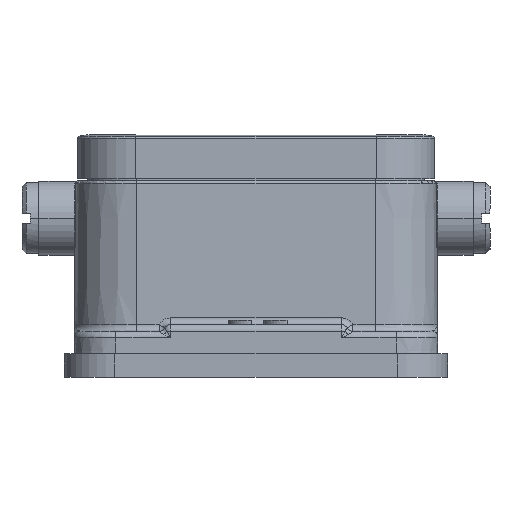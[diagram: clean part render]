
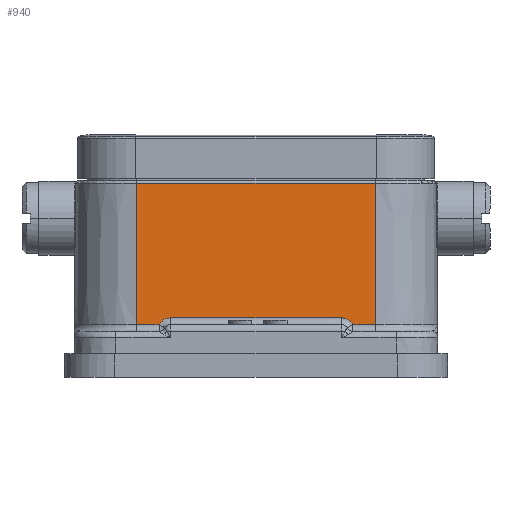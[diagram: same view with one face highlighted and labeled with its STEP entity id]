
A CAD part, left-side view. The second image highlights one B-rep face of the part: STEP entity #940.
In plain terms, the highlighted planar face has unit normal (-1, 0, 0.009).
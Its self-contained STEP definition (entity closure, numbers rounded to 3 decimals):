
#543=B_SPLINE_CURVE_WITH_KNOTS('',3,(#11790,#11791,#11792,#11793,#11794,
#11795,#11796,#11797,#11798,#11799,#11800,#11801,#11802,#11803,#11804,#11805),
 .UNSPECIFIED.,.F.,.F.,(4,1,2,2,2,1,2,2,4),(0.,0.125,0.188,
0.25,0.5,0.625,0.688,
0.75,1.),.UNSPECIFIED.);
#546=B_SPLINE_CURVE_WITH_KNOTS('',3,(#11817,#11818,#11819,#11820,#11821,
#11822,#11823,#11824,#11825,#11826,#11827,#11828,#11829,#11830,#11831,#11832),
 .UNSPECIFIED.,.F.,.F.,(4,1,2,2,2,1,2,2,4),(0.,0.125,0.188,0.25,0.5,
0.625,0.688,0.75,1.),.UNSPECIFIED.);
#940=ADVANCED_FACE('NONE',(#1593),#1279,.T.);
#1279=PLANE('',#8406);
#1593=FACE_OUTER_BOUND('',#2063,.T.);
#2063=EDGE_LOOP('',(#4324,#4325,#4326,#4327,#4328,#4329,#4330,#4331));
#2508=LINE('',#11773,#3052);
#2509=LINE('',#11775,#3053);
#2524=LINE('',#11968,#3068);
#2605=LINE('',#12836,#3149);
#2606=LINE('',#12837,#3150);
#2607=LINE('',#12839,#3151);
#3052=VECTOR('',#9493,1.);
#3053=VECTOR('',#9496,1.);
#3068=VECTOR('',#9551,1.);
#3149=VECTOR('',#9850,1.);
#3150=VECTOR('',#9851,1.);
#3151=VECTOR('',#9852,1.);
#4324=ORIENTED_EDGE('',*,*,#6829,.T.);
#4325=ORIENTED_EDGE('',*,*,#7040,.T.);
#4326=ORIENTED_EDGE('',*,*,#6862,.T.);
#4327=ORIENTED_EDGE('',*,*,#6824,.T.);
#4328=ORIENTED_EDGE('',*,*,#7041,.F.);
#4329=ORIENTED_EDGE('',*,*,#7042,.T.);
#4330=ORIENTED_EDGE('',*,*,#6832,.T.);
#4331=ORIENTED_EDGE('',*,*,#6825,.T.);
#5956=VERTEX_POINT('',#11615);
#5994=VERTEX_POINT('',#11772);
#5995=VERTEX_POINT('',#11776);
#5996=VERTEX_POINT('',#11777);
#5999=VERTEX_POINT('',#11806);
#6001=VERTEX_POINT('',#11833);
#6019=VERTEX_POINT('',#11969);
#6146=VERTEX_POINT('',#12838);
#6824=EDGE_CURVE('NONE',#5956,#5994,#2508,.T.);
#6825=EDGE_CURVE('NONE',#5995,#5996,#2509,.T.);
#6829=EDGE_CURVE('NONE',#5996,#5999,#543,.T.);
#6832=EDGE_CURVE('NONE',#6001,#5995,#546,.T.);
#6862=EDGE_CURVE('NONE',#6019,#5956,#2524,.T.);
#7040=EDGE_CURVE('NONE',#5999,#6019,#2605,.T.);
#7041=EDGE_CURVE('NONE',#6146,#5994,#2606,.T.);
#7042=EDGE_CURVE('NONE',#6146,#6001,#2607,.T.);
#8406=AXIS2_PLACEMENT_3D('',#12840,#9853,#9854);
#9493=DIRECTION('',(0.,1.,0.));
#9496=DIRECTION('',(0.,-1.,0.));
#9551=DIRECTION('',(0.009,0.,1.));
#9850=DIRECTION('',(0.,-1.,0.));
#9851=DIRECTION('',(0.009,0.,1.));
#9852=DIRECTION('',(0.,-1.,0.));
#9853=DIRECTION('',(-1.,0.,0.009));
#9854=DIRECTION('',(0.009,0.,1.));
#11615=CARTESIAN_POINT('',(-59.811,-14.25,21.703));
#11772=CARTESIAN_POINT('',(-59.811,14.25,21.703));
#11773=CARTESIAN_POINT('',(-59.811,-21.75,21.703));
#11775=CARTESIAN_POINT('',(-59.951,-21.75,5.593));
#11776=CARTESIAN_POINT('',(-59.951,10.2,5.593));
#11777=CARTESIAN_POINT('',(-59.951,-10.2,5.593));
#11790=CARTESIAN_POINT('',(-59.951,-10.2,5.593));
#11791=CARTESIAN_POINT('',(-59.951,-10.269,5.593));
#11792=CARTESIAN_POINT('',(-59.951,-10.371,5.586));
#11793=CARTESIAN_POINT('',(-59.951,-10.473,5.57));
#11794=CARTESIAN_POINT('',(-59.952,-10.54,5.557));
#11795=CARTESIAN_POINT('',(-59.952,-10.572,5.549));
#11796=CARTESIAN_POINT('',(-59.952,-10.744,5.504));
#11797=CARTESIAN_POINT('',(-59.952,-10.876,5.45));
#11798=CARTESIAN_POINT('',(-59.953,-11.061,5.343));
#11799=CARTESIAN_POINT('',(-59.954,-11.15,5.284));
#11800=CARTESIAN_POINT('',(-59.954,-11.232,5.216));
#11801=CARTESIAN_POINT('',(-59.955,-11.285,5.169));
#11802=CARTESIAN_POINT('',(-59.955,-11.312,5.144));
#11803=CARTESIAN_POINT('',(-59.956,-11.433,5.022));
#11804=CARTESIAN_POINT('',(-59.957,-11.516,4.913));
#11805=CARTESIAN_POINT('',(-59.958,-11.585,4.793));
#11806=CARTESIAN_POINT('',(-59.958,-11.585,4.793));
#11817=CARTESIAN_POINT('',(-59.958,11.585,4.793));
#11818=CARTESIAN_POINT('',(-59.958,11.551,4.853));
#11819=CARTESIAN_POINT('',(-59.957,11.494,4.938));
#11820=CARTESIAN_POINT('',(-59.956,11.429,5.018));
#11821=CARTESIAN_POINT('',(-59.956,11.384,5.07));
#11822=CARTESIAN_POINT('',(-59.956,11.361,5.094));
#11823=CARTESIAN_POINT('',(-59.954,11.236,5.221));
#11824=CARTESIAN_POINT('',(-59.954,11.123,5.307));
#11825=CARTESIAN_POINT('',(-59.953,10.938,5.414));
#11826=CARTESIAN_POINT('',(-59.952,10.842,5.461));
#11827=CARTESIAN_POINT('',(-59.952,10.743,5.498));
#11828=CARTESIAN_POINT('',(-59.952,10.675,5.521));
#11829=CARTESIAN_POINT('',(-59.952,10.64,5.532));
#11830=CARTESIAN_POINT('',(-59.951,10.474,5.575));
#11831=CARTESIAN_POINT('',(-59.951,10.338,5.593));
#11832=CARTESIAN_POINT('',(-59.951,10.2,5.593));
#11833=CARTESIAN_POINT('',(-59.958,11.585,4.793));
#11968=CARTESIAN_POINT('',(-60.,-14.25,0.));
#11969=CARTESIAN_POINT('',(-59.958,-14.25,4.793));
#12836=CARTESIAN_POINT('',(-59.958,-21.75,4.793));
#12837=CARTESIAN_POINT('',(-60.,14.25,0.));
#12838=CARTESIAN_POINT('',(-59.958,14.25,4.793));
#12839=CARTESIAN_POINT('',(-59.958,-21.75,4.793));
#12840=CARTESIAN_POINT('',(-60.,-21.75,0.));
